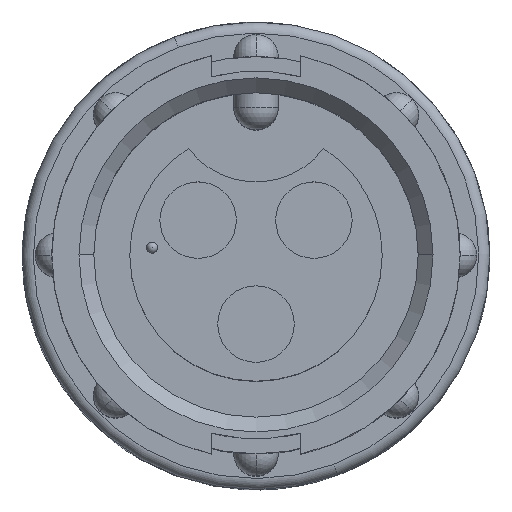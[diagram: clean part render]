
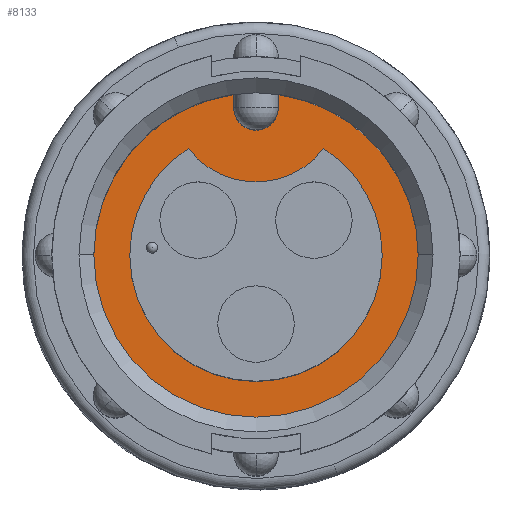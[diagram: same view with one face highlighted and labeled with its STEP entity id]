
A CAD part, top view. The second image highlights one B-rep face of the part: STEP entity #8133.
In plain terms, the highlighted planar face has unit normal (0, 0, 1).
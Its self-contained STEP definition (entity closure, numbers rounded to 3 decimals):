
#137 = FACE_OUTER_BOUND ( 'NONE', #14442, .T. ) ;
#549 = ORIENTED_EDGE ( 'NONE', *, *, #8404, .T. ) ;
#1142 = VERTEX_POINT ( 'NONE', #8517 ) ;
#1303 = CARTESIAN_POINT ( 'NONE',  ( 0.762, 5.497, -8.382 ) ) ;
#1576 = CARTESIAN_POINT ( 'NONE',  ( 0., 4.318, -8.382 ) ) ;
#1622 = CIRCLE ( 'NONE', #13209, 0.762 ) ;
#1780 = EDGE_CURVE ( 'NONE', #2825, #15641, #1622, .T. ) ;
#1957 = DIRECTION ( 'NONE',  ( 1., 0., 0. ) ) ;
#2267 = DIRECTION ( 'NONE',  ( 0., 0., 1. ) ) ;
#2812 = EDGE_CURVE ( 'NONE', #12119, #2825, #15550, .T. ) ;
#2825 = VERTEX_POINT ( 'NONE', #13132 ) ;
#2861 = DIRECTION ( 'NONE',  ( 0., 0., -1. ) ) ;
#2885 = CARTESIAN_POINT ( 'NONE',  ( 0., 0., -8.382 ) ) ;
#2911 = DIRECTION ( 'NONE',  ( 1., 0., 0. ) ) ;
#3050 = AXIS2_PLACEMENT_3D ( 'NONE', #12739, #5242, #2911 ) ;
#3122 = CARTESIAN_POINT ( 'NONE',  ( -2.317, 3.644, -8.382 ) ) ;
#3207 = CARTESIAN_POINT ( 'NONE',  ( 0., 0., -8.382 ) ) ;
#3450 = CARTESIAN_POINT ( 'NONE',  ( 5.55, 0., -8.382 ) ) ;
#3618 = AXIS2_PLACEMENT_3D ( 'NONE', #8390, #2267, #13316 ) ;
#3861 = CARTESIAN_POINT ( 'NONE',  ( -0.762, 5.497, -8.382 ) ) ;
#4402 = DIRECTION ( 'NONE',  ( 0., 0., 1. ) ) ;
#4566 = CARTESIAN_POINT ( 'NONE',  ( -5.55, 0., -8.382 ) ) ;
#4896 = EDGE_CURVE ( 'NONE', #13584, #14375, #11483, .T. ) ;
#4951 = DIRECTION ( 'NONE',  ( -1., 0., 0. ) ) ;
#5115 = CARTESIAN_POINT ( 'NONE',  ( 0., 5.423, -8.382 ) ) ;
#5242 = DIRECTION ( 'NONE',  ( 0., 0., 1. ) ) ;
#5340 = ORIENTED_EDGE ( 'NONE', *, *, #2812, .F. ) ;
#5357 = PLANE ( 'NONE',  #6745 ) ;
#5487 = EDGE_CURVE ( 'NONE', #15641, #9424, #7180, .T. ) ;
#5696 = CIRCLE ( 'NONE', #3618, 4.318 ) ;
#5713 = EDGE_CURVE ( 'NONE', #14375, #1142, #5696, .T. ) ;
#5898 = VECTOR ( 'NONE', #8209, 1000. ) ;
#6144 = CARTESIAN_POINT ( 'NONE',  ( 0.762, 5.497, -8.382 ) ) ;
#6357 = DIRECTION ( 'NONE',  ( 1., 0., 0. ) ) ;
#6517 = DIRECTION ( 'NONE',  ( 0., 0., 1. ) ) ;
#6659 = EDGE_CURVE ( 'NONE', #8219, #9424, #13119, .T. ) ;
#6745 = AXIS2_PLACEMENT_3D ( 'NONE', #1576, #2861, #10100 ) ;
#6946 = CARTESIAN_POINT ( 'NONE',  ( 0., 0., -8.382 ) ) ;
#6978 = DIRECTION ( 'NONE',  ( 1., 0., 0. ) ) ;
#7180 = LINE ( 'NONE', #1303, #11857 ) ;
#7517 = CARTESIAN_POINT ( 'NONE',  ( 0.762, 5.042, -8.382 ) ) ;
#7543 = CIRCLE ( 'NONE', #11131, 5.55 ) ;
#7751 = EDGE_CURVE ( 'NONE', #12119, #12656, #7543, .T. ) ;
#8133 = ADVANCED_FACE ( 'NONE', ( #8891, #137 ), #5357, .F. ) ;
#8209 = DIRECTION ( 'NONE',  ( 0., -1., 0. ) ) ;
#8219 = VERTEX_POINT ( 'NONE', #3450 ) ;
#8357 = ORIENTED_EDGE ( 'NONE', *, *, #6659, .T. ) ;
#8390 = CARTESIAN_POINT ( 'NONE',  ( 0., 0., -8.382 ) ) ;
#8404 = EDGE_CURVE ( 'NONE', #12656, #8219, #10840, .T. ) ;
#8517 = CARTESIAN_POINT ( 'NONE',  ( 4.318, 0., -8.382 ) ) ;
#8891 = FACE_BOUND ( 'NONE', #12358, .T. ) ;
#9164 = DIRECTION ( 'NONE',  ( 0., 0., 1. ) ) ;
#9284 = DIRECTION ( 'NONE',  ( 0., 0., 1. ) ) ;
#9424 = VERTEX_POINT ( 'NONE', #6144 ) ;
#9429 = ORIENTED_EDGE ( 'NONE', *, *, #5487, .F. ) ;
#9663 = ORIENTED_EDGE ( 'NONE', *, *, #5713, .F. ) ;
#9861 = ORIENTED_EDGE ( 'NONE', *, *, #4896, .F. ) ;
#9959 = CARTESIAN_POINT ( 'NONE',  ( 0., 5.042, -8.382 ) ) ;
#10100 = DIRECTION ( 'NONE',  ( -1., 0., 0. ) ) ;
#10108 = DIRECTION ( 'NONE',  ( 0., 0., 1. ) ) ;
#10840 = CIRCLE ( 'NONE', #15493, 5.55 ) ;
#11131 = AXIS2_PLACEMENT_3D ( 'NONE', #3207, #9164, #11737 ) ;
#11483 = CIRCLE ( 'NONE', #12238, 4.318 ) ;
#11557 = VERTEX_POINT ( 'NONE', #14880 ) ;
#11729 = CARTESIAN_POINT ( 'NONE',  ( 0., 0., -8.382 ) ) ;
#11737 = DIRECTION ( 'NONE',  ( 1., 0., 0. ) ) ;
#11857 = VECTOR ( 'NONE', #14827, 1000. ) ;
#12119 = VERTEX_POINT ( 'NONE', #3861 ) ;
#12238 = AXIS2_PLACEMENT_3D ( 'NONE', #11729, #4402, #6978 ) ;
#12358 = EDGE_LOOP ( 'NONE', ( #9861, #15577, #12850, #9663 ) ) ;
#12656 = VERTEX_POINT ( 'NONE', #4566 ) ;
#12739 = CARTESIAN_POINT ( 'NONE',  ( 0., 0., -8.382 ) ) ;
#12770 = EDGE_CURVE ( 'NONE', #13584, #11557, #15401, .T. ) ;
#12850 = ORIENTED_EDGE ( 'NONE', *, *, #13059, .F. ) ;
#13059 = EDGE_CURVE ( 'NONE', #1142, #11557, #13087, .T. ) ;
#13087 = CIRCLE ( 'NONE', #3050, 4.318 ) ;
#13119 = CIRCLE ( 'NONE', #14402, 5.55 ) ;
#13132 = CARTESIAN_POINT ( 'NONE',  ( -0.762, 5.042, -8.382 ) ) ;
#13209 = AXIS2_PLACEMENT_3D ( 'NONE', #9959, #14730, #6357 ) ;
#13316 = DIRECTION ( 'NONE',  ( 1., 0., 0. ) ) ;
#13584 = VERTEX_POINT ( 'NONE', #3122 ) ;
#14111 = AXIS2_PLACEMENT_3D ( 'NONE', #5115, #10108, #4951 ) ;
#14238 = ORIENTED_EDGE ( 'NONE', *, *, #7751, .T. ) ;
#14332 = CARTESIAN_POINT ( 'NONE',  ( -0.762, 5.497, -8.382 ) ) ;
#14375 = VERTEX_POINT ( 'NONE', #14506 ) ;
#14402 = AXIS2_PLACEMENT_3D ( 'NONE', #6946, #9284, #1957 ) ;
#14442 = EDGE_LOOP ( 'NONE', ( #5340, #14238, #549, #8357, #9429, #15561 ) ) ;
#14506 = CARTESIAN_POINT ( 'NONE',  ( -4.318, 0., -8.382 ) ) ;
#14730 = DIRECTION ( 'NONE',  ( 0., 0., 1. ) ) ;
#14827 = DIRECTION ( 'NONE',  ( 0., 1., 0. ) ) ;
#14880 = CARTESIAN_POINT ( 'NONE',  ( 2.317, 3.644, -8.382 ) ) ;
#15298 = DIRECTION ( 'NONE',  ( 1., 0., 0. ) ) ;
#15401 = CIRCLE ( 'NONE', #14111, 2.921 ) ;
#15493 = AXIS2_PLACEMENT_3D ( 'NONE', #2885, #6517, #15298 ) ;
#15550 = LINE ( 'NONE', #14332, #5898 ) ;
#15561 = ORIENTED_EDGE ( 'NONE', *, *, #1780, .F. ) ;
#15577 = ORIENTED_EDGE ( 'NONE', *, *, #12770, .T. ) ;
#15641 = VERTEX_POINT ( 'NONE', #7517 ) ;
